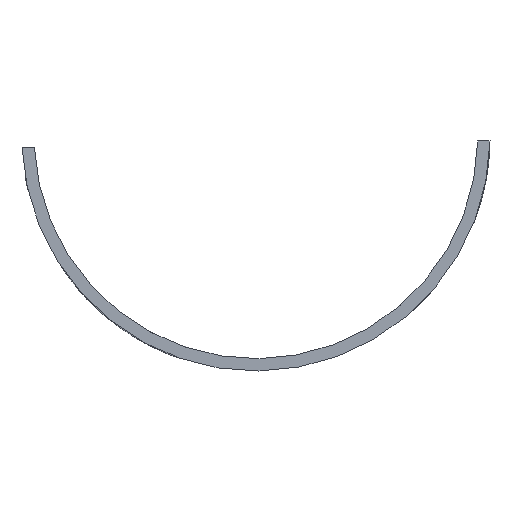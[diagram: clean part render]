
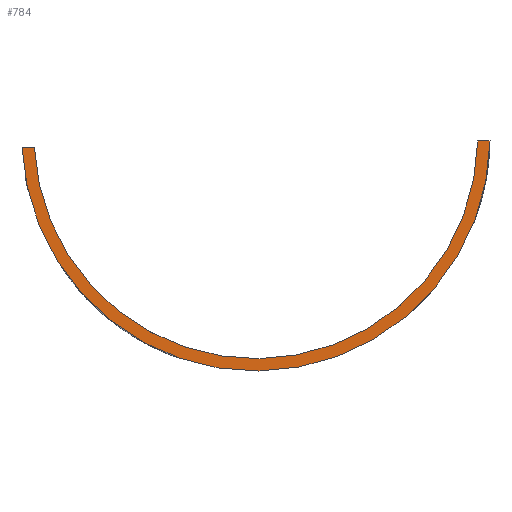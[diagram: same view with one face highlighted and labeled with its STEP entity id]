
A CAD part, front view. The second image highlights one B-rep face of the part: STEP entity #784.
In plain terms, the highlighted planar face has unit normal (0, -1, 0).
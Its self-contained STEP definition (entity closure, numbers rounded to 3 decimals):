
#61=CIRCLE('',#816,57.);
#64=CIRCLE('',#820,54.);
#94=PLANE('',#834);
#118=FACE_OUTER_BOUND('',#202,.T.);
#202=EDGE_LOOP('',(#691,#692,#693,#694));
#240=LINE('',#3254,#277);
#241=LINE('',#3257,#278);
#277=VECTOR('',#911,10.);
#278=VECTOR('',#916,10.);
#375=VERTEX_POINT('',#1556);
#376=VERTEX_POINT('',#1558);
#403=VERTEX_POINT('',#2382);
#404=VERTEX_POINT('',#2384);
#454=EDGE_CURVE('',#375,#376,#61,.T.);
#483=EDGE_CURVE('',#403,#404,#64,.T.);
#523=EDGE_CURVE('',#403,#376,#240,.T.);
#524=EDGE_CURVE('',#375,#404,#241,.T.);
#691=ORIENTED_EDGE('',*,*,#523,.T.);
#692=ORIENTED_EDGE('',*,*,#454,.F.);
#693=ORIENTED_EDGE('',*,*,#524,.T.);
#694=ORIENTED_EDGE('',*,*,#483,.F.);
#784=ADVANCED_FACE('',(#118),#94,.F.);
#816=AXIS2_PLACEMENT_3D('',#1559,#862,#863);
#820=AXIS2_PLACEMENT_3D('',#2385,#872,#873);
#834=AXIS2_PLACEMENT_3D('',#3256,#914,#915);
#862=DIRECTION('center_axis',(0.,1.,0.));
#863=DIRECTION('ref_axis',(-1.,0.,0.));
#872=DIRECTION('center_axis',(0.,-1.,0.));
#873=DIRECTION('ref_axis',(-1.,0.,0.));
#911=DIRECTION('',(-1.,0.,0.));
#914=DIRECTION('center_axis',(0.,1.,0.));
#915=DIRECTION('ref_axis',(-1.,0.,0.));
#916=DIRECTION('',(-1.,0.,0.));
#1556=CARTESIAN_POINT('',(832.017,-303.559,-137.91));
#1558=CARTESIAN_POINT('',(718.081,-303.559,-139.41));
#1559=CARTESIAN_POINT('Origin',(775.026,-303.559,-136.91));
#2382=CARTESIAN_POINT('',(721.084,-303.559,-139.41));
#2384=CARTESIAN_POINT('',(829.017,-303.559,-137.91));
#2385=CARTESIAN_POINT('Origin',(775.026,-303.559,-136.91));
#3254=CARTESIAN_POINT('',(803.526,-303.559,-139.41));
#3256=CARTESIAN_POINT('Origin',(775.026,-303.559,-136.91));
#3257=CARTESIAN_POINT('',(803.526,-303.559,-137.91));
